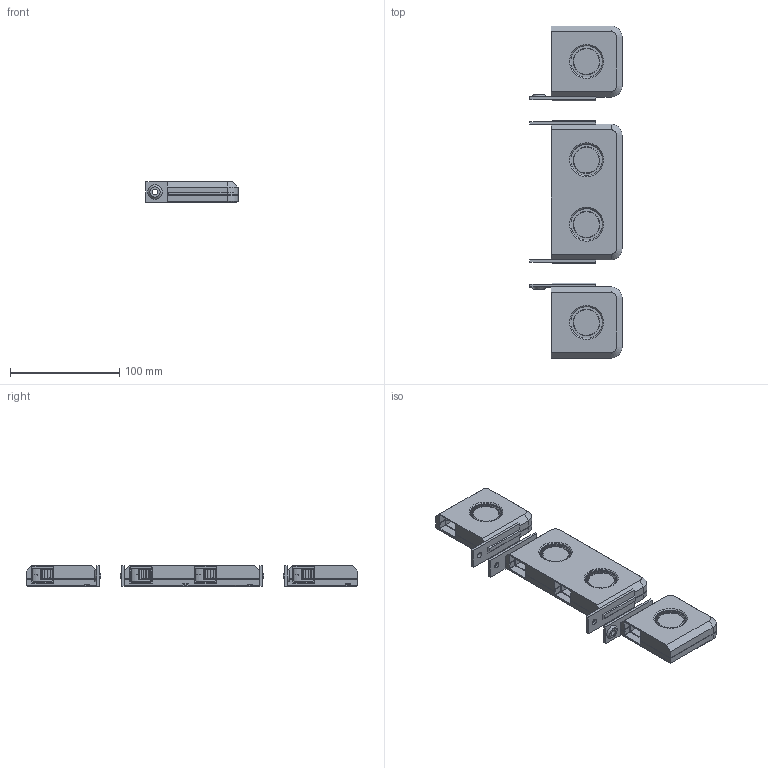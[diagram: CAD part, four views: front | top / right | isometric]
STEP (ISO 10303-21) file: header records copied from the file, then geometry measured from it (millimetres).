
FILE_DESCRIPTION(/* description */ (''),/* implementation_level */ '2;1');
FILE_NAME(/* name */ '5015_bed_fan_mounts.step',/* time_stamp */ '2025-09-04T15:27:40-05:00',/* author */ (''),/* organization */ (''),/* preprocessor_version */ 'ST-DEVELOPER v20.1',/* originating_system */ 'Autodesk Translation Framework v14.10.0.0',/* authorisation */ '');
FILE_SCHEMA (('AUTOMOTIVE_DESIGN { 1 0 10303 214 3 1 1 }'));
Length unit declared in the file: millimetre
Products named in the file (16): BedFanMount; left; BedFanMount_1; FanBracket(Mirror); baseCaseLeft; right; BedFanV2; baseCase; FanBracket; mainbracket; baseCaseLeft_1; dual; base_dual; cover (1); fans; 5015 Blower Fan
Assembly tree (19 placements, depth 5):
  BedFanMount
    left
      BedFanMount_1
        FanBracket(Mirror)
        baseCaseLeft
      baseCaseLeft_1
      5015 Blower Fan
    right
      BedFanV2
        baseCase
        FanBracket
          mainbracket
      baseCaseLeft_1
      5015 Blower Fan
    dual
      base_dual
      cover (1)
      fans
        5015 Blower Fan  x2
Bounding box: 84.3 x 304 x 19 mm (x, y, z)
Volume: 201920.9 mm3; surface area: 176590.1 mm2
Topology: 19 solids, 19 shells, 2348 faces, 6145 edges, 3870 vertices
Faces by surface type: plane 1054, cylinder 845, cone 373, sphere 48, torus 24, bspline 4
Full cylindrical faces by diameter (mm): 4.5 x16, 5 x4, 5.4 x5, 5.65 x8, 22.8 x4, 24.5 x4, 29.172 x4, 32 x4
Entity records: 37282 total; most frequent: CARTESIAN_POINT 7123, DIRECTION 6481, ORIENTED_EDGE 6186, EDGE_CURVE 3093, AXIS2_PLACEMENT_3D 2304, VERTEX_POINT 1924, LINE 1873, VECTOR 1873
